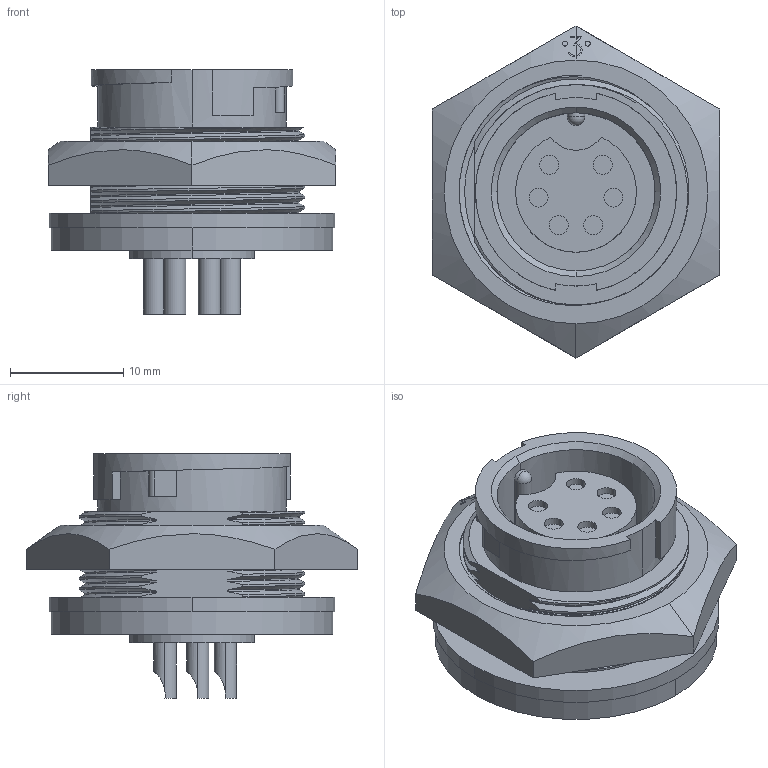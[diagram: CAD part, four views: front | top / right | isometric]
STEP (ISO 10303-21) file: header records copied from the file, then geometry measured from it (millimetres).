
FILE_DESCRIPTION (( 'STEP AP203' ), '1' );
FILE_NAME ('4282-6SG-300.STEP', '2013-10-22T15:31:05', ( 'J0FPBF1' ), ( '' ), 'SwSTEP 2.0', 'SolidWorks 2012', '' );
FILE_SCHEMA (( 'CONFIG_CONTROL_DESIGN' ));
Length unit declared in the file: inch
Products named in the file (1): 4282-6SG-300
Bounding box: 25.4 x 29.33 x 21.64 mm (x, y, z)
Volume: 5295.9 mm3; surface area: 4225.8 mm2
Topology: 2 solids, 2 shells, 379 faces, 1023 edges, 679 vertices
Faces by surface type: plane 160, bspline 104, cylinder 100, cone 14, sphere 1
Entity records: 22033 total; most frequent: CARTESIAN_POINT 13608, ORIENTED_EDGE 2042, DIRECTION 1241, EDGE_CURVE 1021, VERTEX_POINT 678, LINE 503, VECTOR 503, EDGE_LOOP 413
